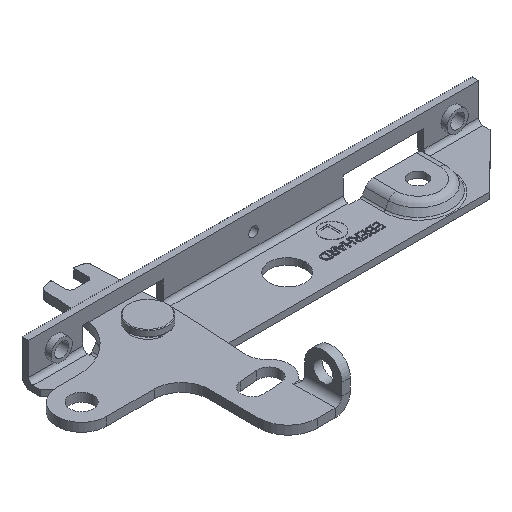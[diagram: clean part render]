
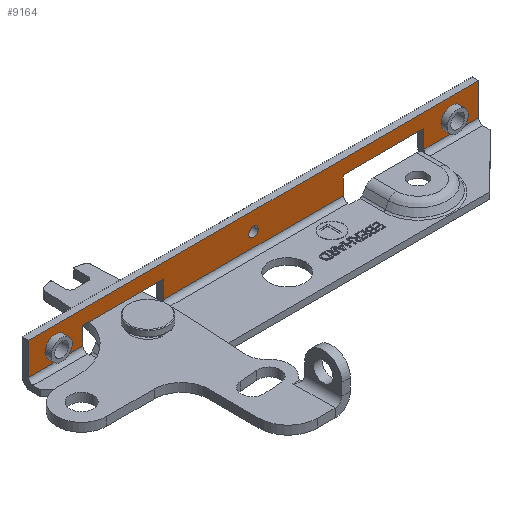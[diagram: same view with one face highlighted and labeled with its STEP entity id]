
A CAD part, isometric view. The second image highlights one B-rep face of the part: STEP entity #9164.
In plain terms, the highlighted planar face has unit normal (0, -1, 0).
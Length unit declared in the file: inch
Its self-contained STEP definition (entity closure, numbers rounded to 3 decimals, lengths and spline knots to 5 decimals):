
#437=FACE_BOUND('',#1361,.T.);
#438=FACE_BOUND('',#1362,.T.);
#439=FACE_BOUND('',#1363,.T.);
#593=CIRCLE('',#9788,0.065);
#594=CIRCLE('',#9789,0.065);
#595=CIRCLE('',#9790,0.1455);
#596=CIRCLE('',#9791,0.1455);
#856=FACE_OUTER_BOUND('',#1360,.T.);
#1360=EDGE_LOOP('',(#6665,#6666,#6667,#6668,#6669,#6670,#6671,#6672,#6673,
#6674,#6675,#6676));
#1361=EDGE_LOOP('',(#6677,#6678));
#1362=EDGE_LOOP('',(#6679));
#1363=EDGE_LOOP('',(#6680));
#1926=LINE('',#13275,#2862);
#1929=LINE('',#13290,#2865);
#1931=LINE('',#13299,#2867);
#1937=LINE('',#13317,#2873);
#1944=LINE('',#13333,#2880);
#1947=LINE('',#13338,#2883);
#1977=LINE('',#13445,#2913);
#1978=LINE('',#13448,#2914);
#1979=LINE('',#13450,#2915);
#1980=LINE('',#13451,#2916);
#1981=LINE('',#13452,#2917);
#1982=LINE('',#13453,#2918);
#2862=VECTOR('',#10597,0.3937);
#2865=VECTOR('',#10610,0.3937);
#2867=VECTOR('',#10618,0.3937);
#2873=VECTOR('',#10634,0.3937);
#2880=VECTOR('',#10645,0.3937);
#2883=VECTOR('',#10650,0.3937);
#2913=VECTOR('',#10770,0.3937);
#2914=VECTOR('',#10773,0.3937);
#2915=VECTOR('',#10774,0.3937);
#2916=VECTOR('',#10775,0.3937);
#2917=VECTOR('',#10776,0.3937);
#2918=VECTOR('',#10777,0.3937);
#3845=VERTEX_POINT('',#13269);
#3847=VERTEX_POINT('',#13273);
#3853=VERTEX_POINT('',#13287);
#3854=VERTEX_POINT('',#13289);
#3857=VERTEX_POINT('',#13296);
#3858=VERTEX_POINT('',#13298);
#3865=VERTEX_POINT('',#13315);
#3872=VERTEX_POINT('',#13332);
#3902=VERTEX_POINT('',#13438);
#3905=VERTEX_POINT('',#13443);
#3906=VERTEX_POINT('',#13447);
#3907=VERTEX_POINT('',#13449);
#3908=VERTEX_POINT('',#13454);
#3909=VERTEX_POINT('',#13455);
#3910=VERTEX_POINT('',#13458);
#3911=VERTEX_POINT('',#13460);
#4866=EDGE_CURVE('',#3845,#3847,#1926,.T.);
#4872=EDGE_CURVE('',#3853,#3854,#1929,.T.);
#4876=EDGE_CURVE('',#3857,#3858,#1931,.T.);
#4885=EDGE_CURVE('',#3857,#3865,#1937,.T.);
#4893=EDGE_CURVE('',#3872,#3854,#1944,.T.);
#4896=EDGE_CURVE('',#3865,#3872,#1947,.T.);
#4951=EDGE_CURVE('',#3905,#3902,#1977,.T.);
#4952=EDGE_CURVE('',#3853,#3906,#1978,.T.);
#4953=EDGE_CURVE('',#3906,#3907,#1979,.T.);
#4954=EDGE_CURVE('',#3907,#3902,#1980,.T.);
#4955=EDGE_CURVE('',#3905,#3845,#1981,.T.);
#4956=EDGE_CURVE('',#3858,#3847,#1982,.T.);
#4957=EDGE_CURVE('',#3908,#3909,#593,.T.);
#4958=EDGE_CURVE('',#3909,#3908,#594,.T.);
#4959=EDGE_CURVE('',#3910,#3910,#595,.T.);
#4960=EDGE_CURVE('',#3911,#3911,#596,.T.);
#6665=ORIENTED_EDGE('',*,*,#4952,.T.);
#6666=ORIENTED_EDGE('',*,*,#4953,.T.);
#6667=ORIENTED_EDGE('',*,*,#4954,.T.);
#6668=ORIENTED_EDGE('',*,*,#4951,.F.);
#6669=ORIENTED_EDGE('',*,*,#4955,.T.);
#6670=ORIENTED_EDGE('',*,*,#4866,.T.);
#6671=ORIENTED_EDGE('',*,*,#4956,.F.);
#6672=ORIENTED_EDGE('',*,*,#4876,.F.);
#6673=ORIENTED_EDGE('',*,*,#4885,.T.);
#6674=ORIENTED_EDGE('',*,*,#4896,.T.);
#6675=ORIENTED_EDGE('',*,*,#4893,.T.);
#6676=ORIENTED_EDGE('',*,*,#4872,.F.);
#6677=ORIENTED_EDGE('',*,*,#4957,.T.);
#6678=ORIENTED_EDGE('',*,*,#4958,.T.);
#6679=ORIENTED_EDGE('',*,*,#4959,.T.);
#6680=ORIENTED_EDGE('',*,*,#4960,.T.);
#8806=PLANE('',#9787);
#9164=ADVANCED_FACE('',(#856,#437,#438,#439),#8806,.T.);
#9787=AXIS2_PLACEMENT_3D('',#13446,#10771,#10772);
#9788=AXIS2_PLACEMENT_3D('',#13456,#10778,#10779);
#9789=AXIS2_PLACEMENT_3D('',#13457,#10780,#10781);
#9790=AXIS2_PLACEMENT_3D('',#13459,#10782,#10783);
#9791=AXIS2_PLACEMENT_3D('',#13461,#10784,#10785);
#10597=DIRECTION('',(-1.,0.,0.));
#10610=DIRECTION('',(-1.,0.,0.));
#10618=DIRECTION('',(-1.,0.,0.));
#10634=DIRECTION('',(0.,0.,1.));
#10645=DIRECTION('',(0.,0.,-1.));
#10650=DIRECTION('',(1.,0.,0.));
#10770=DIRECTION('',(-1.,0.,0.));
#10771=DIRECTION('center_axis',(0.,-1.,0.));
#10772=DIRECTION('ref_axis',(0.,0.,-1.));
#10773=DIRECTION('',(0.,0.,1.));
#10774=DIRECTION('',(1.,0.,0.));
#10775=DIRECTION('',(0.,0.,-1.));
#10776=DIRECTION('',(0.,0.,1.));
#10777=DIRECTION('',(0.,0.,1.));
#10778=DIRECTION('center_axis',(0.,1.,0.));
#10779=DIRECTION('ref_axis',(1.,0.,0.));
#10780=DIRECTION('center_axis',(0.,1.,0.));
#10781=DIRECTION('ref_axis',(1.,0.,0.));
#10782=DIRECTION('center_axis',(0.,1.,0.));
#10783=DIRECTION('ref_axis',(-1.,0.,0.));
#10784=DIRECTION('center_axis',(0.,1.,0.));
#10785=DIRECTION('ref_axis',(-1.,0.,0.));
#13269=CARTESIAN_POINT('',(3.125,0.4103,0.598));
#13273=CARTESIAN_POINT('',(-3.125,0.4103,0.598));
#13275=CARTESIAN_POINT('',(3.125,0.4103,0.598));
#13287=CARTESIAN_POINT('',(1.25,0.4103,0.1522));
#13289=CARTESIAN_POINT('',(-1.25,0.4103,0.1522));
#13290=CARTESIAN_POINT('',(1.5625,0.4103,0.1522));
#13296=CARTESIAN_POINT('',(-2.368,0.4103,0.1522));
#13298=CARTESIAN_POINT('',(-3.125,0.4103,0.1522));
#13299=CARTESIAN_POINT('',(1.5625,0.4103,0.1522));
#13315=CARTESIAN_POINT('',(-2.368,0.4103,0.402));
#13317=CARTESIAN_POINT('',(-2.368,0.4103,0.));
#13332=CARTESIAN_POINT('',(-1.25,0.4103,0.402));
#13333=CARTESIAN_POINT('',(-1.25,0.4103,0.201));
#13338=CARTESIAN_POINT('',(0.3785,0.4103,0.402));
#13438=CARTESIAN_POINT('',(2.368,0.4103,0.1522));
#13443=CARTESIAN_POINT('',(3.125,0.4103,0.1522));
#13445=CARTESIAN_POINT('',(1.5625,0.4103,0.1522));
#13446=CARTESIAN_POINT('Origin',(3.125,0.4103,0.));
#13447=CARTESIAN_POINT('',(1.25,0.4103,0.402));
#13448=CARTESIAN_POINT('',(1.25,0.4103,0.201));
#13449=CARTESIAN_POINT('',(2.368,0.4103,0.402));
#13450=CARTESIAN_POINT('',(2.7465,0.4103,0.402));
#13451=CARTESIAN_POINT('',(2.368,0.4103,0.));
#13452=CARTESIAN_POINT('',(3.125,0.4103,0.));
#13453=CARTESIAN_POINT('',(-3.125,0.4103,0.));
#13454=CARTESIAN_POINT('',(0.065,0.4103,0.343));
#13455=CARTESIAN_POINT('',(-0.065,0.4103,0.343));
#13456=CARTESIAN_POINT('Origin',(0.,0.4103,0.343));
#13457=CARTESIAN_POINT('Origin',(0.,0.4103,0.343));
#13458=CARTESIAN_POINT('',(2.8955,0.4103,0.343));
#13459=CARTESIAN_POINT('Origin',(2.75,0.4103,0.343));
#13460=CARTESIAN_POINT('',(-2.6045,0.4103,0.343));
#13461=CARTESIAN_POINT('Origin',(-2.75,0.4103,0.343));
